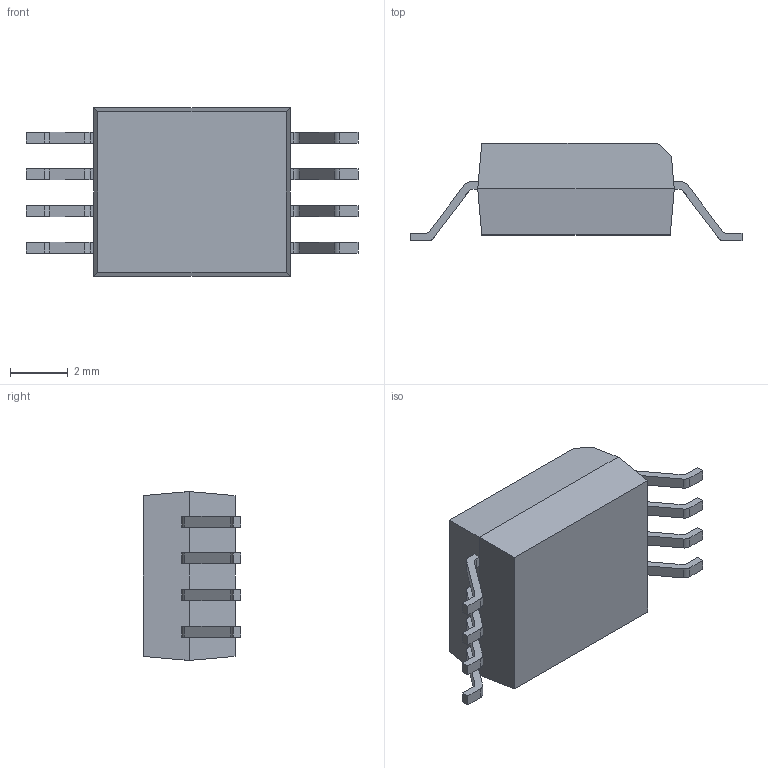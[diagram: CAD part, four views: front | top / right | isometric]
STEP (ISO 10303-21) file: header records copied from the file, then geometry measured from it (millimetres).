
FILE_DESCRIPTION(('FreeCAD Model'),'2;1');
FILE_NAME( 'AMC1301.step', '2017-12-16T12:16:48',('Author'),(''), 'Open CASCADE STEP processor 7.1','FreeCAD','Unknown');
FILE_SCHEMA(('AUTOMOTIVE_DESIGN { 1 0 10303 214 1 1 1 1 }'));
Length unit declared in the file: millimetre
Products named in the file (1): User_Library-SSO-8
Bounding box: 11.5 x 3.38 x 5.85 mm (x, y, z)
Volume: 125.7 mm3; surface area: 298.1 mm2
Topology: 6 solids, 6 shells, 104 faces, 819 edges, 2366 vertices
Faces by surface type: plane 70, cylinder 34
Entity records: 14111 total; most frequent: CARTESIAN_POINT 3968, DIRECTION 1757, LINE 1093, VECTOR 1093, GEOMETRIC_CURVE_SET 547, ORIENTED_EDGE 546, PCURVE 546, DEFINITIONAL_REPRESENTATION 546
